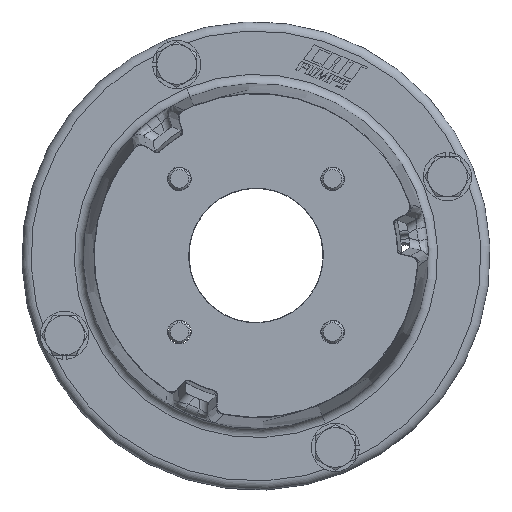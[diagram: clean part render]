
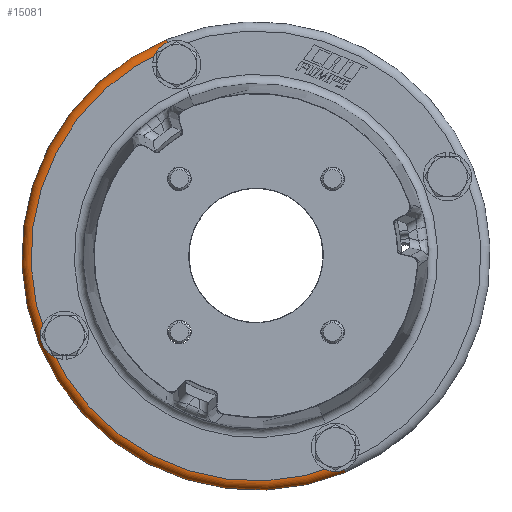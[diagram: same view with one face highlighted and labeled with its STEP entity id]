
A CAD part, top view. The second image highlights one B-rep face of the part: STEP entity #15081.
In plain terms, the highlighted toroidal (fillet/blend) face has major radius 81.026 mm and minor radius 3.302 mm.
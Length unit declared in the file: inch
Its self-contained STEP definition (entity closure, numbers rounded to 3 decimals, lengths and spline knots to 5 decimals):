
#939 = DIRECTION ( 'NONE',  ( -0.924, -0.383, 0. ) ) ;
#2076 = CIRCLE ( 'NONE', #15930, 3.19 ) ;
#2870 = ORIENTED_EDGE ( 'NONE', *, *, #21243, .T. ) ;
#6909 = ORIENTED_EDGE ( 'NONE', *, *, #20797, .F. ) ;
#7892 = TOROIDAL_SURFACE ( 'NONE', #23448, 3.19, 0.13 ) ;
#8634 = AXIS2_PLACEMENT_3D ( 'NONE', #17664, #939, #20511 ) ;
#9492 = DIRECTION ( 'NONE',  ( 0., 0., 1. ) ) ;
#9511 = DIRECTION ( 'NONE',  ( -0.383, 0.924, 0. ) ) ;
#11974 = DIRECTION ( 'NONE',  ( 0., 0., -1. ) ) ;
#12119 = AXIS2_PLACEMENT_3D ( 'NONE', #12719, #32297, #15520 ) ;
#12427 = CARTESIAN_POINT ( 'NONE',  ( -1.22076, 2.94718, 0.545 ) ) ;
#12453 = CARTESIAN_POINT ( 'NONE',  ( 1.22076, -2.94718, 0.545 ) ) ;
#12719 = CARTESIAN_POINT ( 'NONE',  ( 1.22076, -2.94718, 0.415 ) ) ;
#13849 = VERTEX_POINT ( 'NONE', #19273 ) ;
#15081 = ADVANCED_FACE ( 'NONE', ( #34173 ), #7892, .T. ) ;
#15520 = DIRECTION ( 'NONE',  ( -0.383, 0.924, 0. ) ) ;
#15930 = AXIS2_PLACEMENT_3D ( 'NONE', #26242, #9492, #29045 ) ;
#17393 = CIRCLE ( 'NONE', #12119, 0.13 ) ;
#17469 = EDGE_LOOP ( 'NONE', ( #32466, #23846, #2870, #6909 ) ) ;
#17664 = CARTESIAN_POINT ( 'NONE',  ( -1.22076, 2.94718, 0.415 ) ) ;
#17842 = VERTEX_POINT ( 'NONE', #12427 ) ;
#17979 = CIRCLE ( 'NONE', #8634, 0.13 ) ;
#18403 = CARTESIAN_POINT ( 'NONE',  ( 1.27051, -3.06728, 0.415 ) ) ;
#19189 = VERTEX_POINT ( 'NONE', #18403 ) ;
#19273 = CARTESIAN_POINT ( 'NONE',  ( -1.27051, 3.06728, 0.415 ) ) ;
#20511 = DIRECTION ( 'NONE',  ( 0.383, -0.924, 0. ) ) ;
#20638 = DIRECTION ( 'NONE',  ( 0., 0., -1. ) ) ;
#20797 = EDGE_CURVE ( 'NONE', #19189, #13849, #28517, .T. ) ;
#20958 = VERTEX_POINT ( 'NONE', #12453 ) ;
#21243 = EDGE_CURVE ( 'NONE', #17842, #13849, #17979, .T. ) ;
#23448 = AXIS2_PLACEMENT_3D ( 'NONE', #26263, #20638, #9511 ) ;
#23846 = ORIENTED_EDGE ( 'NONE', *, *, #28535, .F. ) ;
#24015 = EDGE_CURVE ( 'NONE', #20958, #19189, #17393, .T. ) ;
#26242 = CARTESIAN_POINT ( 'NONE',  ( 0., 0., 0.545 ) ) ;
#26263 = CARTESIAN_POINT ( 'NONE',  ( 0., 0., 0.415 ) ) ;
#28517 = CIRCLE ( 'NONE', #36293, 3.32 ) ;
#28535 = EDGE_CURVE ( 'NONE', #17842, #20958, #2076, .T. ) ;
#28744 = CARTESIAN_POINT ( 'NONE',  ( 0., 0., 0.415 ) ) ;
#29045 = DIRECTION ( 'NONE',  ( -0.383, 0.924, 0. ) ) ;
#31543 = DIRECTION ( 'NONE',  ( -0.383, 0.924, 0. ) ) ;
#32297 = DIRECTION ( 'NONE',  ( 0.924, 0.383, 0. ) ) ;
#32466 = ORIENTED_EDGE ( 'NONE', *, *, #24015, .F. ) ;
#34173 = FACE_OUTER_BOUND ( 'NONE', #17469, .T. ) ;
#36293 = AXIS2_PLACEMENT_3D ( 'NONE', #28744, #11974, #31543 ) ;
